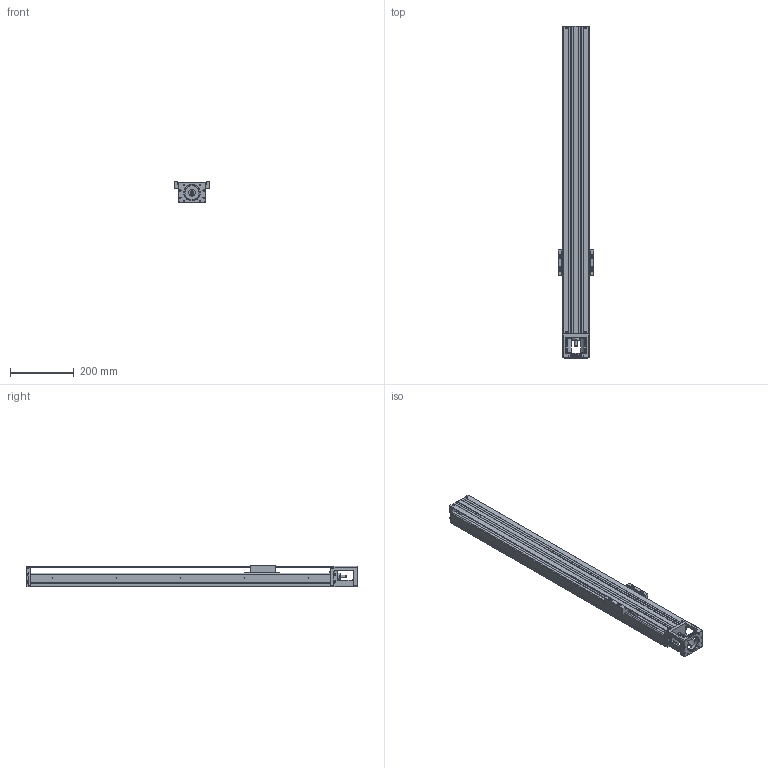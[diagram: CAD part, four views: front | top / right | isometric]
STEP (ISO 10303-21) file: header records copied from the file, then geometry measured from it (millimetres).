
FILE_DESCRIPTION(/* description */ (''),/* implementation_level */ '2;1');
FILE_NAME(/* name */ 'KM46A+940N0_1040_stp.stp',/* time_stamp */ '2010-01-21T09:43:53+08:00',/* author */ (''),/* organization */ (''),/* preprocessor_version */ 'ST-DEVELOPER v11',/* originating_system */ 'UGS - NX 5.0',/* authorisation */ '');
FILE_SCHEMA (('CONFIG_CONTROL_DESIGN'));
Length unit declared in the file: millimetre
Products named in the file (1): shinE906kpdz
Bounding box: 112 x 1038 x 68 mm (x, y, z)
Volume: 2460986.4 mm3; surface area: 624678.2 mm2
Topology: 3 solids, 16 shells, 1406 faces, 3612 edges, 2343 vertices
Faces by surface type: plane 884, cylinder 315, cone 134, torus 23, extrusion 23, bspline 14, sphere 13
Full cylindrical faces by diameter (mm): 1.6 x10, 2.5 x8, 3 x2, 3.3 x9, 3.5 x4, 4.2 x4, 4.5 x4, 5.2 x8, 5.3 x4, 5.5 x2, 6 x1, 6.4 x4, 6.6 x18, 6.8 x8, 7 x8, 7.6 x4, 8 x13, 8.1 x1, 9 x4, 10 x6, 11 x22, 15 x2, 15.5 x2, 16 x4, 16.5 x1, 17 x1, 19 x2, 20 x2, 44 x1, 50 x1
Entity records: 42241 total; most frequent: CARTESIAN_POINT 8992, DIRECTION 6668, ORIENTED_EDGE 6530, EDGE_CURVE 3265, VECTOR 2314, LINE 2291, VERTEX_POINT 2276, AXIS2_PLACEMENT_3D 2177
